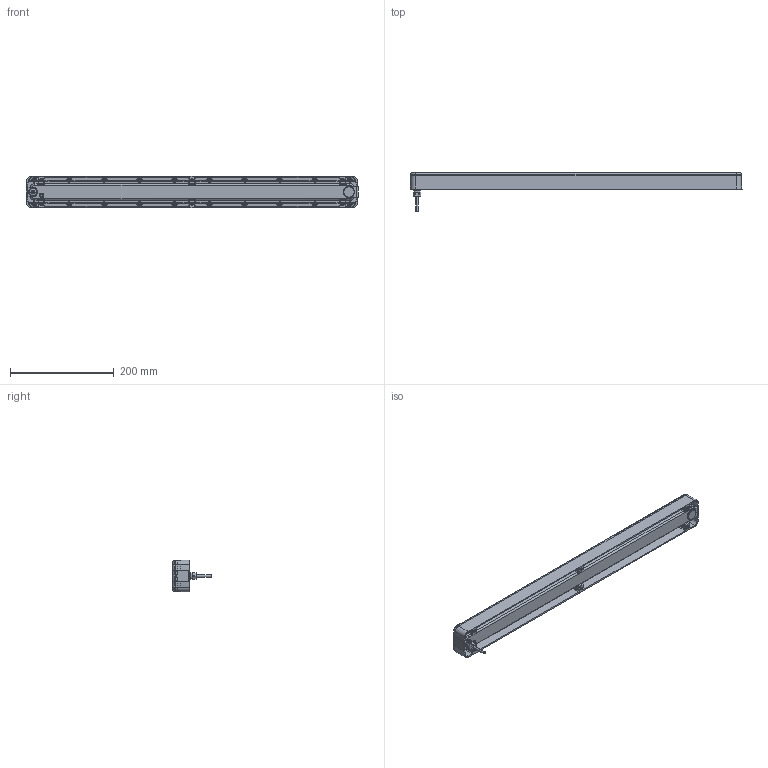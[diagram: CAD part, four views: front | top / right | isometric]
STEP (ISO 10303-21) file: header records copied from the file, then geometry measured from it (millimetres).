
FILE_DESCRIPTION((''),'2;1');
FILE_NAME('173665_ASM','2013-08-07T',('pdmadmin'),(''),'PRO/ENGINEER BY PARAMETRIC TECHNOLOGY CORPORATION, 2012300','PRO/ENGINEER BY PARAMETRIC TECHNOLOGY CORPORATION, 2012300','');
FILE_SCHEMA(('CONFIG_CONTROL_DESIGN'));
Products named in the file (7): 169985; 130487; CABLE_406; 169987; 170033; 133697; 173665_ASM
Assembly tree (25 placements, depth 2):
  173665_ASM
    169985
    130487
    CABLE_406
    169987
    170033
    133697  x20
Bounding box: 638.89 x 73.9 x 60.89 mm (x, y, z)
Volume: 465361.2 mm3; surface area: 328128 mm2
Topology: 25 solids, 52 shells, 3226 faces, 7933 edges, 4821 vertices
Faces by surface type: plane 1055, cylinder 1027, bspline 428, cone 364, torus 236, sphere 116
Entity records: 108264 total; most frequent: CARTESIAN_POINT 44184, ORIENTED_EDGE 13598, DIRECTION 13133, EDGE_CURVE 6853, AXIS2_PLACEMENT_3D 4960, VERTEX_POINT 4175, VECTOR 3213, LINE 3213
